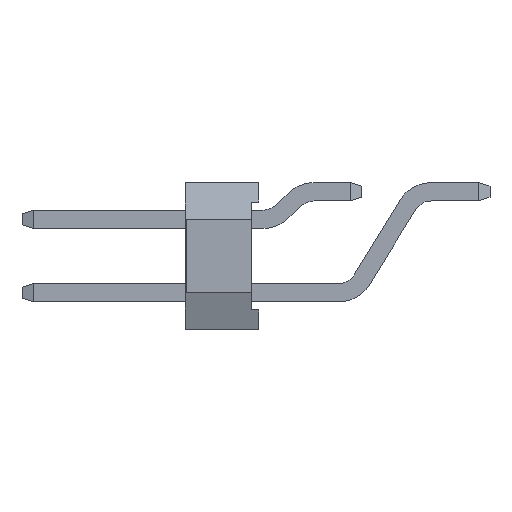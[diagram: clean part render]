
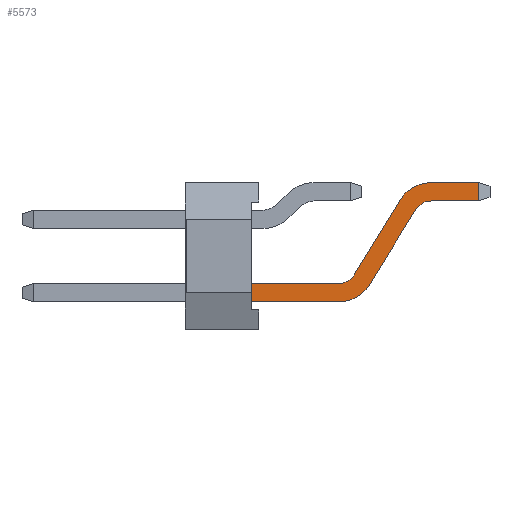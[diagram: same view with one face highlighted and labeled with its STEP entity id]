
A CAD part, left-side view. The second image highlights one B-rep face of the part: STEP entity #5573.
In plain terms, the highlighted planar face has unit normal (-1, 0, 0).
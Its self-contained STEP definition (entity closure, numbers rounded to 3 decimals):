
#127=FACE_OUTER_BOUND('',#453,.T.);
#453=EDGE_LOOP('',(#3655,#3656,#3657,#3658,#3659,#3660,#3661,#3662,#3663,
#3664,#3665,#3666));
#795=CIRCLE('',#5923,1.);
#796=CIRCLE('',#5924,0.5);
#797=CIRCLE('',#5925,1.);
#798=CIRCLE('',#5926,0.5);
#875=LINE('',#7958,#1591);
#876=LINE('',#7960,#1592);
#877=LINE('',#7964,#1593);
#878=LINE('',#7968,#1594);
#879=LINE('',#7970,#1595);
#880=LINE('',#7972,#1596);
#881=LINE('',#7976,#1597);
#882=LINE('',#7979,#1598);
#1591=VECTOR('',#6364,10.);
#1592=VECTOR('',#6365,8.322);
#1593=VECTOR('',#6368,2.388);
#1594=VECTOR('',#6371,1.3);
#1595=VECTOR('',#6372,0.5);
#1596=VECTOR('',#6373,1.3);
#1597=VECTOR('',#6376,2.388);
#1598=VECTOR('',#6379,8.322);
#2307=VERTEX_POINT('',#7956);
#2308=VERTEX_POINT('',#7957);
#2309=VERTEX_POINT('',#7959);
#2310=VERTEX_POINT('',#7961);
#2311=VERTEX_POINT('',#7963);
#2312=VERTEX_POINT('',#7965);
#2313=VERTEX_POINT('',#7967);
#2314=VERTEX_POINT('',#7969);
#2315=VERTEX_POINT('',#7971);
#2316=VERTEX_POINT('',#7973);
#2317=VERTEX_POINT('',#7975);
#2318=VERTEX_POINT('',#7977);
#2827=EDGE_CURVE('',#2307,#2308,#875,.T.);
#2828=EDGE_CURVE('',#2309,#2307,#876,.T.);
#2829=EDGE_CURVE('',#2310,#2309,#795,.T.);
#2830=EDGE_CURVE('',#2311,#2310,#877,.T.);
#2831=EDGE_CURVE('',#2312,#2311,#796,.T.);
#2832=EDGE_CURVE('',#2313,#2312,#878,.T.);
#2833=EDGE_CURVE('',#2314,#2313,#879,.T.);
#2834=EDGE_CURVE('',#2314,#2315,#880,.T.);
#2835=EDGE_CURVE('',#2315,#2316,#797,.T.);
#2836=EDGE_CURVE('',#2316,#2317,#881,.T.);
#2837=EDGE_CURVE('',#2317,#2318,#798,.T.);
#2838=EDGE_CURVE('',#2318,#2308,#882,.T.);
#3655=ORIENTED_EDGE('',*,*,#2827,.F.);
#3656=ORIENTED_EDGE('',*,*,#2828,.F.);
#3657=ORIENTED_EDGE('',*,*,#2829,.F.);
#3658=ORIENTED_EDGE('',*,*,#2830,.F.);
#3659=ORIENTED_EDGE('',*,*,#2831,.F.);
#3660=ORIENTED_EDGE('',*,*,#2832,.F.);
#3661=ORIENTED_EDGE('',*,*,#2833,.F.);
#3662=ORIENTED_EDGE('',*,*,#2834,.T.);
#3663=ORIENTED_EDGE('',*,*,#2835,.T.);
#3664=ORIENTED_EDGE('',*,*,#2836,.T.);
#3665=ORIENTED_EDGE('',*,*,#2837,.T.);
#3666=ORIENTED_EDGE('',*,*,#2838,.T.);
#5311=PLANE('',#5922);
#5573=ADVANCED_FACE('',(#127),#5311,.T.);
#5922=AXIS2_PLACEMENT_3D('',#7955,#6362,#6363);
#5923=AXIS2_PLACEMENT_3D('',#7962,#6366,#6367);
#5924=AXIS2_PLACEMENT_3D('',#7966,#6369,#6370);
#5925=AXIS2_PLACEMENT_3D('',#7974,#6374,#6375);
#5926=AXIS2_PLACEMENT_3D('',#7978,#6377,#6378);
#6362=DIRECTION('center_axis',(-1.,0.,0.));
#6363=DIRECTION('ref_axis',(0.,0.,1.));
#6364=DIRECTION('',(0.,0.,1.));
#6365=DIRECTION('',(0.,1.,0.));
#6366=DIRECTION('center_axis',(1.,0.,0.));
#6367=DIRECTION('ref_axis',(0.,-0.852,-0.523));
#6368=DIRECTION('',(0.,0.523,-0.852));
#6369=DIRECTION('center_axis',(-1.,0.,0.));
#6370=DIRECTION('ref_axis',(0.,0.,1.));
#6371=DIRECTION('',(0.,1.,0.));
#6372=DIRECTION('',(0.,0.,-1.));
#6373=DIRECTION('',(0.,1.,0.));
#6374=DIRECTION('center_axis',(-1.,0.,0.));
#6375=DIRECTION('ref_axis',(0.,0.,1.));
#6376=DIRECTION('',(0.,0.523,-0.852));
#6377=DIRECTION('center_axis',(1.,0.,0.));
#6378=DIRECTION('ref_axis',(0.,-0.852,-0.523));
#6379=DIRECTION('',(0.,1.,0.));
#7955=CARTESIAN_POINT('Origin',(-5.436,-10.737,5.203));
#7956=CARTESIAN_POINT('',(-5.436,-4.1,2.453));
#7957=CARTESIAN_POINT('',(-5.436,-4.1,2.953));
#7958=CARTESIAN_POINT('',(-5.436,-4.1,3.161));
#7959=CARTESIAN_POINT('',(-5.436,-6.61,2.453));
#7960=CARTESIAN_POINT('',(-5.436,-6.61,2.453));
#7961=CARTESIAN_POINT('',(-5.436,-7.462,2.93));
#7962=CARTESIAN_POINT('Origin',(-5.436,-6.61,3.453));
#7963=CARTESIAN_POINT('',(-5.436,-8.711,4.965));
#7964=CARTESIAN_POINT('',(-5.436,-8.711,4.965));
#7965=CARTESIAN_POINT('',(-5.436,-9.137,5.203));
#7966=CARTESIAN_POINT('Origin',(-5.436,-9.137,4.703));
#7967=CARTESIAN_POINT('',(-5.436,-10.437,5.203));
#7968=CARTESIAN_POINT('',(-5.436,-10.437,5.203));
#7969=CARTESIAN_POINT('',(-5.436,-10.437,5.703));
#7970=CARTESIAN_POINT('',(-5.436,-10.437,5.703));
#7971=CARTESIAN_POINT('',(-5.436,-9.137,5.703));
#7972=CARTESIAN_POINT('',(-5.436,-10.437,5.703));
#7973=CARTESIAN_POINT('',(-5.436,-8.285,5.227));
#7974=CARTESIAN_POINT('Origin',(-5.436,-9.137,4.703));
#7975=CARTESIAN_POINT('',(-5.436,-7.036,3.192));
#7976=CARTESIAN_POINT('',(-5.436,-8.285,5.227));
#7977=CARTESIAN_POINT('',(-5.436,-6.61,2.953));
#7978=CARTESIAN_POINT('Origin',(-5.436,-6.61,3.453));
#7979=CARTESIAN_POINT('',(-5.436,-6.61,2.953));
